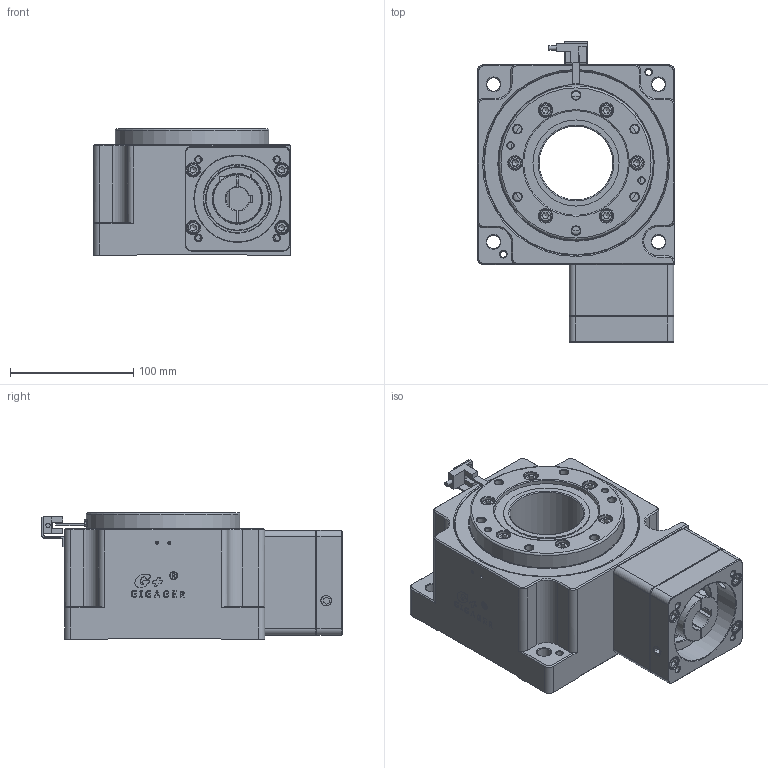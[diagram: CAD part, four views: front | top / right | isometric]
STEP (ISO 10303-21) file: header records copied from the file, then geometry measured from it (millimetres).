
FILE_DESCRIPTION (( 'STEP AP203' ), '1' );
FILE_NAME ('GSHR150-30K-SV2.STEP', '2022-03-23T11:29:08', ( 'Microsoft' ), ( 'Microsoft' ), 'SwSTEP 2.0', 'SolidWorks 2019', '' );
FILE_SCHEMA (( 'CONFIG_CONTROL_DESIGN' ));
Length unit declared in the file: millimetre
Products named in the file (1): GSHR150-30K-SV2
Bounding box: 160 x 244 x 103 mm (x, y, z)
Surface area: 208080.5 mm2 (no closed solid volume)
Topology: 0 solids, 54 shells, 699 faces, 2354 edges, 1643 vertices
Faces by surface type: plane 396, cylinder 144, cone 129, torus 29, bspline 1
Full cylindrical faces by diameter (mm): 2.05 x2, 2.5 x10, 3.5 x3, 5 x9, 5.2 x2, 6 x1, 6.8 x6, 8.5 x6, 10 x11, 10.8 x4, 11 x10, 40 x1, 52 x1, 55 x1, 60 x1, 60.3 x1, 70 x2, 85 x1, 125 x2, 150 x2
Entity records: 26253 total; most frequent: CARTESIAN_POINT 7216, DIRECTION 3801, ORIENTED_EDGE 3384, EDGE_CURVE 2122, VERTEX_POINT 1585, AXIS2_PLACEMENT_3D 1282, VECTOR 1237, LINE 1237
